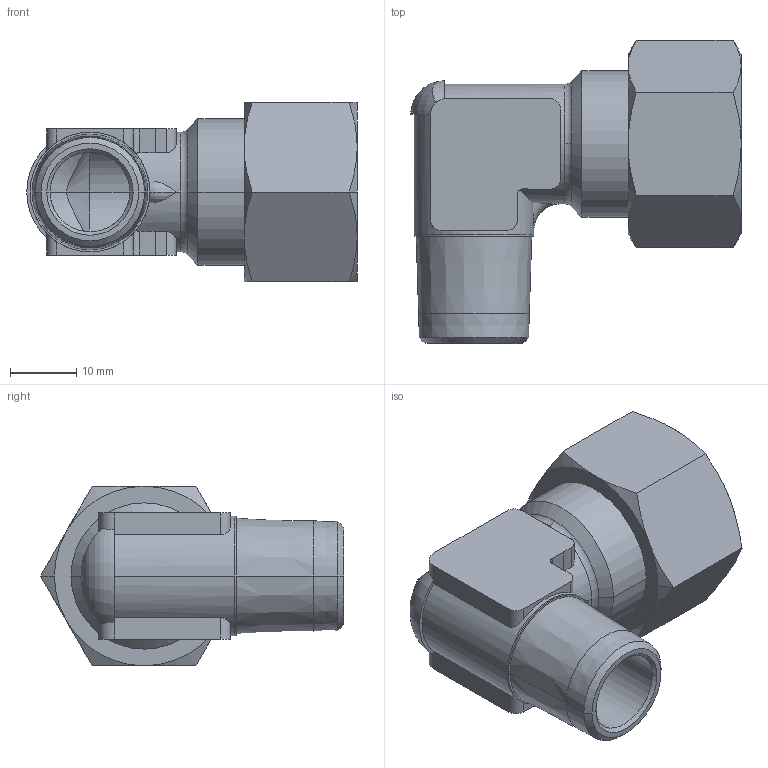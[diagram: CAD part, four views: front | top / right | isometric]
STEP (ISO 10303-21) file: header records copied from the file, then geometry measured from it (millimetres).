
FILE_DESCRIPTION(('STEP AP214'),'1');
FILE_NAME('0109_16_17.stp','2016-07-07T14:32:21',('TraceParts'),('TraceParts S.A.'),'Spatial InterOp 3D',' ',' ');
FILE_SCHEMA(('automotive_design'));
Length unit declared in the file: millimetre
Products named in the file (1): 1
Bounding box: 49.7 x 45.59 x 27 mm (x, y, z)
Volume: 14956 mm3; surface area: 8889.6 mm2
Topology: 1 solids, 1 shells, 101 faces, 252 edges, 157 vertices
Faces by surface type: cone 34, cylinder 31, plane 31, torus 5
Entity records: 3469 total; most frequent: CARTESIAN_POINT 1107, ORIENTED_EDGE 504, DIRECTION 492, EDGE_CURVE 252, AXIS2_PLACEMENT_3D 198, VERTEX_POINT 157, EDGE_LOOP 107, ADVANCED_FACE 101
